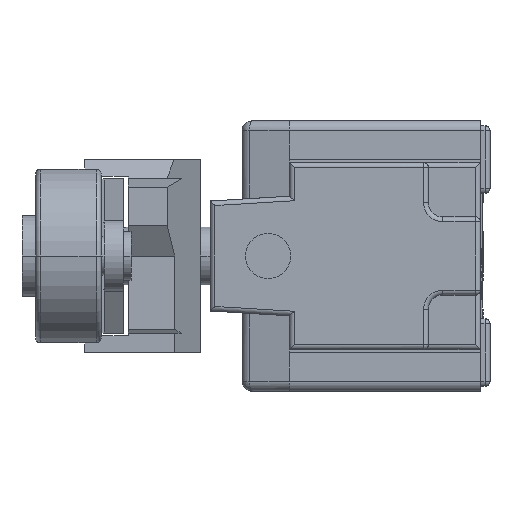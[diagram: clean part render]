
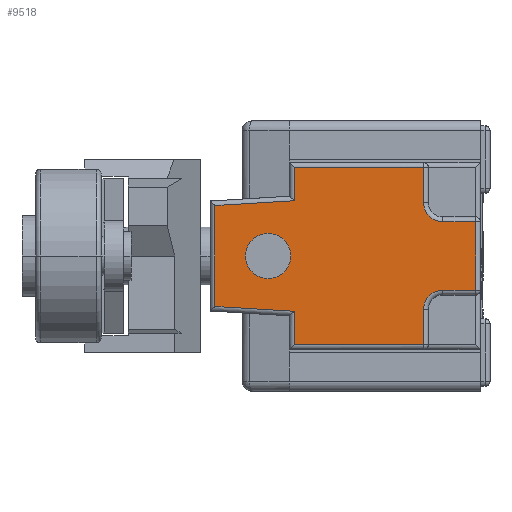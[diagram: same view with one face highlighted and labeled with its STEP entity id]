
A CAD part, left-side view. The second image highlights one B-rep face of the part: STEP entity #9518.
In plain terms, the highlighted planar face has unit normal (-1, 0, 0).
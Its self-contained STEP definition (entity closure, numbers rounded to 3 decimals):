
#1614=CARTESIAN_POINT('',(-51.5,22.,0.));
#1615=DIRECTION('',(-1.,0.,0.));
#1616=DIRECTION('',(0.,0.,1.));
#1617=AXIS2_PLACEMENT_3D('',#1614,#1615,#1616);
#1619=CARTESIAN_POINT('',(-51.5,22.,0.));
#1620=DIRECTION('',(-1.,0.,0.));
#1621=DIRECTION('',(0.,0.,-1.));
#1622=AXIS2_PLACEMENT_3D('',#1619,#1620,#1621);
#1624=DIRECTION('',(0.,0.,-1.));
#1625=VECTOR('',#1624,7.1);
#1626=CARTESIAN_POINT('',(-51.5,0.5,3.55));
#1627=LINE('',#1626,#1625);
#1628=DIRECTION('',(0.,-1.,0.));
#1629=VECTOR('',#1628,3.4);
#1630=CARTESIAN_POINT('',(-51.5,3.9,-3.55));
#1631=LINE('',#1630,#1629);
#1632=CARTESIAN_POINT('',(-51.5,3.9,-5.55));
#1633=DIRECTION('',(1.,0.,0.));
#1634=DIRECTION('',(0.,1.,0.));
#1635=AXIS2_PLACEMENT_3D('',#1632,#1633,#1634);
#1637=DIRECTION('',(0.,0.,1.));
#1638=VECTOR('',#1637,3.65);
#1639=CARTESIAN_POINT('',(-51.5,5.9,-9.2));
#1640=LINE('',#1639,#1638);
#1641=DIRECTION('',(0.,1.,0.));
#1642=VECTOR('',#1641,13.4);
#1643=CARTESIAN_POINT('',(-51.5,5.9,-9.2));
#1644=LINE('',#1643,#1642);
#1645=DIRECTION('',(0.,0.,-1.));
#1646=VECTOR('',#1645,3.47);
#1647=CARTESIAN_POINT('',(-51.5,19.3,-5.73));
#1648=LINE('',#1647,#1646);
#1649=DIRECTION('',(0.,-0.998,-0.061));
#1650=VECTOR('',#1649,8.215);
#1651=CARTESIAN_POINT('',(-51.5,27.5,-5.23));
#1652=LINE('',#1651,#1650);
#1653=DIRECTION('',(0.,0.,-1.));
#1654=VECTOR('',#1653,10.459);
#1655=CARTESIAN_POINT('',(-51.5,27.5,5.23));
#1656=LINE('',#1655,#1654);
#1657=DIRECTION('',(0.,0.998,-0.061));
#1658=VECTOR('',#1657,8.215);
#1659=CARTESIAN_POINT('',(-51.5,19.3,5.73));
#1660=LINE('',#1659,#1658);
#1661=DIRECTION('',(0.,0.,-1.));
#1662=VECTOR('',#1661,3.47);
#1663=CARTESIAN_POINT('',(-51.5,19.3,9.2));
#1664=LINE('',#1663,#1662);
#1665=DIRECTION('',(0.,-1.,0.));
#1666=VECTOR('',#1665,13.4);
#1667=CARTESIAN_POINT('',(-51.5,19.3,9.2));
#1668=LINE('',#1667,#1666);
#1669=DIRECTION('',(0.,0.,1.));
#1670=VECTOR('',#1669,3.65);
#1671=CARTESIAN_POINT('',(-51.5,5.9,5.55));
#1672=LINE('',#1671,#1670);
#1673=CARTESIAN_POINT('',(-51.5,3.9,5.55));
#1674=DIRECTION('',(1.,0.,0.));
#1675=DIRECTION('',(0.,0.,-1.));
#1676=AXIS2_PLACEMENT_3D('',#1673,#1674,#1675);
#1678=DIRECTION('',(0.,1.,0.));
#1679=VECTOR('',#1678,3.4);
#1680=CARTESIAN_POINT('',(-51.5,0.5,3.55));
#1681=LINE('',#1680,#1679);
#7894=CARTESIAN_POINT('',(-51.5,22.,2.35));
#7895=CARTESIAN_POINT('',(-51.5,22.,-2.35));
#7896=VERTEX_POINT('',#7894);
#7897=VERTEX_POINT('',#7895);
#8035=CARTESIAN_POINT('',(-51.5,0.5,3.55));
#8036=CARTESIAN_POINT('',(-51.5,0.5,-3.55));
#8037=VERTEX_POINT('',#8035);
#8038=VERTEX_POINT('',#8036);
#8063=CARTESIAN_POINT('',(-51.5,5.9,5.55));
#8064=CARTESIAN_POINT('',(-51.5,5.9,9.2));
#8065=VERTEX_POINT('',#8063);
#8066=VERTEX_POINT('',#8064);
#8067=CARTESIAN_POINT('',(-51.5,3.9,3.55));
#8068=VERTEX_POINT('',#8067);
#8071=CARTESIAN_POINT('',(-51.5,19.3,9.2));
#8072=VERTEX_POINT('',#8071);
#8077=CARTESIAN_POINT('',(-51.5,19.3,5.73));
#8078=VERTEX_POINT('',#8077);
#8081=CARTESIAN_POINT('',(-51.5,27.5,5.23));
#8082=VERTEX_POINT('',#8081);
#8085=CARTESIAN_POINT('',(-51.5,27.5,-5.23));
#8086=VERTEX_POINT('',#8085);
#8087=CARTESIAN_POINT('',(-51.5,19.3,-5.73));
#8088=VERTEX_POINT('',#8087);
#8093=CARTESIAN_POINT('',(-51.5,19.3,-9.2));
#8094=VERTEX_POINT('',#8093);
#8097=CARTESIAN_POINT('',(-51.5,5.9,-9.2));
#8098=VERTEX_POINT('',#8097);
#8115=CARTESIAN_POINT('',(-51.5,5.9,-5.55));
#8116=VERTEX_POINT('',#8115);
#8119=CARTESIAN_POINT('',(-51.5,3.9,-3.55));
#8120=VERTEX_POINT('',#8119);
#9479=CARTESIAN_POINT('',(-51.5,28.,-9.7));
#9480=DIRECTION('',(-1.,0.,0.));
#9481=DIRECTION('',(0.,-1.,0.));
#9482=AXIS2_PLACEMENT_3D('',#9479,#9480,#9481);
#9483=PLANE('',#9482);
#9485=ORIENTED_EDGE('',*,*,#9484,.T.);
#9487=ORIENTED_EDGE('',*,*,#9486,.F.);
#9489=ORIENTED_EDGE('',*,*,#9488,.F.);
#9491=ORIENTED_EDGE('',*,*,#9490,.F.);
#9493=ORIENTED_EDGE('',*,*,#9492,.T.);
#9495=ORIENTED_EDGE('',*,*,#9494,.F.);
#9497=ORIENTED_EDGE('',*,*,#9496,.F.);
#9499=ORIENTED_EDGE('',*,*,#9498,.F.);
#9501=ORIENTED_EDGE('',*,*,#9500,.F.);
#9502=ORIENTED_EDGE('',*,*,#9457,.F.);
#9503=ORIENTED_EDGE('',*,*,#9469,.T.);
#9505=ORIENTED_EDGE('',*,*,#9504,.F.);
#9507=ORIENTED_EDGE('',*,*,#9506,.F.);
#9509=ORIENTED_EDGE('',*,*,#9508,.F.);
#9510=EDGE_LOOP('',(#9485,#9487,#9489,#9491,#9493,#9495,#9497,#9499,#9501,#9502,
#9503,#9505,#9507,#9509));
#9511=FACE_OUTER_BOUND('',#9510,.F.);
#9513=ORIENTED_EDGE('',*,*,#9512,.T.);
#9515=ORIENTED_EDGE('',*,*,#9514,.T.);
#9516=EDGE_LOOP('',(#9513,#9515));
#9517=FACE_BOUND('',#9516,.F.);
#1618=CIRCLE('',#1617,2.35);
#1623=CIRCLE('',#1622,2.35);
#1636=CIRCLE('',#1635,2.);
#1677=CIRCLE('',#1676,2.);
#9457=EDGE_CURVE('',#8072,#8078,#1664,.T.);
#9469=EDGE_CURVE('',#8072,#8066,#1668,.T.);
#9484=EDGE_CURVE('',#8037,#8038,#1627,.T.);
#9486=EDGE_CURVE('',#8120,#8038,#1631,.T.);
#9488=EDGE_CURVE('',#8116,#8120,#1636,.T.);
#9490=EDGE_CURVE('',#8098,#8116,#1640,.T.);
#9492=EDGE_CURVE('',#8098,#8094,#1644,.T.);
#9494=EDGE_CURVE('',#8088,#8094,#1648,.T.);
#9496=EDGE_CURVE('',#8086,#8088,#1652,.T.);
#9498=EDGE_CURVE('',#8082,#8086,#1656,.T.);
#9500=EDGE_CURVE('',#8078,#8082,#1660,.T.);
#9504=EDGE_CURVE('',#8065,#8066,#1672,.T.);
#9506=EDGE_CURVE('',#8068,#8065,#1677,.T.);
#9508=EDGE_CURVE('',#8037,#8068,#1681,.T.);
#9512=EDGE_CURVE('',#7896,#7897,#1618,.T.);
#9514=EDGE_CURVE('',#7897,#7896,#1623,.T.);
#9518=ADVANCED_FACE('',(#9511,#9517),#9483,.T.);
